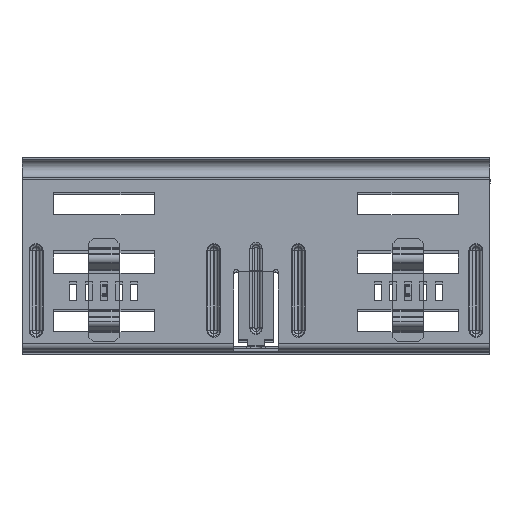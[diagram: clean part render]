
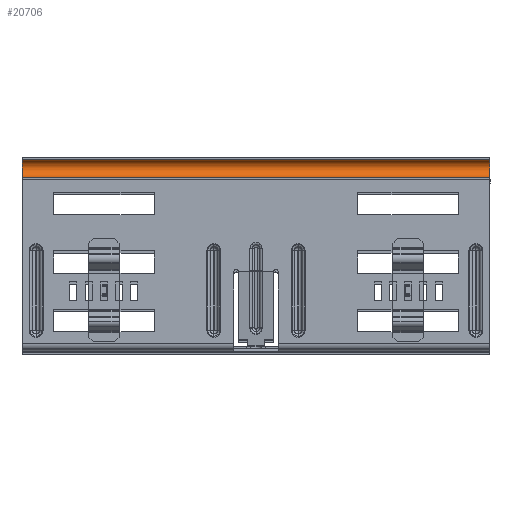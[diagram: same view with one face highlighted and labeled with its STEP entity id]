
A CAD part, top view. The second image highlights one B-rep face of the part: STEP entity #20706.
In plain terms, the highlighted cylindrical face has radius 3.7 mm (diameter 7.4 mm), a partial arc.
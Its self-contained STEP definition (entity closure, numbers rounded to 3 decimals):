
#415 = DIRECTION ( 'NONE',  ( 0., 0., -1. ) ) ;
#1399 = DIRECTION ( 'NONE',  ( 0., 1., 0. ) ) ;
#1468 = DIRECTION ( 'NONE',  ( 0., 0., -1. ) ) ;
#1535 = VERTEX_POINT ( 'NONE', #4716 ) ;
#3639 = CIRCLE ( 'NONE', #8747, 3.7 ) ;
#4004 = EDGE_CURVE ( 'NONE', #1535, #18335, #6027, .T. ) ;
#4411 = CARTESIAN_POINT ( 'NONE',  ( 4.75, 81.571, 100. ) ) ;
#4445 = VECTOR ( 'NONE', #415, 1000. ) ;
#4603 = VERTEX_POINT ( 'NONE', #4411 ) ;
#4716 = CARTESIAN_POINT ( 'NONE',  ( 4.75, 74.171, 100. ) ) ;
#5217 = CARTESIAN_POINT ( 'NONE',  ( 4.75, 81.571, 100. ) ) ;
#5274 = CARTESIAN_POINT ( 'NONE',  ( 4.75, 81.571, -100. ) ) ;
#5286 = EDGE_CURVE ( 'NONE', #4603, #7162, #8752, .T. ) ;
#5503 = DIRECTION ( 'NONE',  ( 0., 0., -1. ) ) ;
#5828 = CARTESIAN_POINT ( 'NONE',  ( 4.75, 77.871, -100. ) ) ;
#6027 = LINE ( 'NONE', #16902, #17961 ) ;
#6248 = ORIENTED_EDGE ( 'NONE', *, *, #4004, .F. ) ;
#6552 = DIRECTION ( 'NONE',  ( 0., 0., 1. ) ) ;
#7162 = VERTEX_POINT ( 'NONE', #5274 ) ;
#7450 = DIRECTION ( 'NONE',  ( 0., 1., 0. ) ) ;
#8065 = AXIS2_PLACEMENT_3D ( 'NONE', #12764, #1468, #1399 ) ;
#8747 = AXIS2_PLACEMENT_3D ( 'NONE', #16254, #6552, #17886 ) ;
#8752 = LINE ( 'NONE', #5217, #4445 ) ;
#9355 = CYLINDRICAL_SURFACE ( 'NONE', #8065, 3.7 ) ;
#10689 = CARTESIAN_POINT ( 'NONE',  ( 4.75, 74.171, -100. ) ) ;
#12286 = EDGE_CURVE ( 'NONE', #7162, #18335, #14309, .T. ) ;
#12764 = CARTESIAN_POINT ( 'NONE',  ( 4.75, 77.871, 200.417 ) ) ;
#13972 = EDGE_CURVE ( 'NONE', #1535, #4603, #3639, .T. ) ;
#14056 = ORIENTED_EDGE ( 'NONE', *, *, #13972, .T. ) ;
#14162 = FACE_OUTER_BOUND ( 'NONE', #19958, .T. ) ;
#14309 = CIRCLE ( 'NONE', #17004, 3.7 ) ;
#16254 = CARTESIAN_POINT ( 'NONE',  ( 4.75, 77.871, 100. ) ) ;
#16902 = CARTESIAN_POINT ( 'NONE',  ( 4.75, 74.171, 100. ) ) ;
#16913 = ORIENTED_EDGE ( 'NONE', *, *, #5286, .T. ) ;
#17004 = AXIS2_PLACEMENT_3D ( 'NONE', #5828, #17162, #7450 ) ;
#17162 = DIRECTION ( 'NONE',  ( 0., 0., -1. ) ) ;
#17886 = DIRECTION ( 'NONE',  ( 0., -1., 0. ) ) ;
#17961 = VECTOR ( 'NONE', #5503, 1000. ) ;
#18335 = VERTEX_POINT ( 'NONE', #10689 ) ;
#19958 = EDGE_LOOP ( 'NONE', ( #20303, #6248, #14056, #16913 ) ) ;
#20303 = ORIENTED_EDGE ( 'NONE', *, *, #12286, .T. ) ;
#20706 = ADVANCED_FACE ( 'NONE', ( #14162 ), #9355, .F. ) ;
